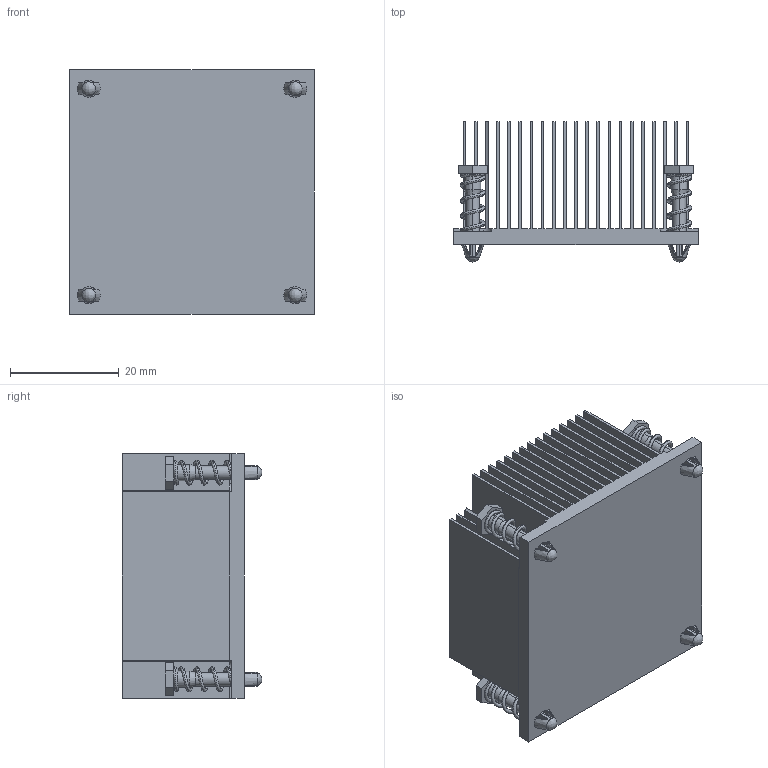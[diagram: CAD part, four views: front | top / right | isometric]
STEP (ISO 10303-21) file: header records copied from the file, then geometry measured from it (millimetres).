
FILE_DESCRIPTION (( 'STEP AP214' ), '1' );
FILE_NAME ('skivedfin.AL_SKV4545225.STEP', '2019-01-07T16:31:50', ( '' ), ( '' ), 'SwSTEP 2.0', 'SolidWorks 2018', '' );
FILE_SCHEMA (( 'AUTOMOTIVE_DESIGN' ));
Length unit declared in the file: millimetre
Products named in the file (4): 103904; Spring_C0180-026-0500-S; skivedfin.AL_SKV4545225; skived_fin_AL_skv4545225
Assembly tree (9 placements, depth 2):
  skivedfin.AL_SKV4545225
    skived_fin_AL_skv4545225
    103904  x4
    Spring_C0180-026-0500-S  x4
Bounding box: 45 x 25.75 x 45 mm (x, y, z)
Volume: 14565.6 mm3; surface area: 40495.1 mm2
Topology: 9 solids, 9 shells, 462 faces, 1192 edges, 752 vertices
Faces by surface type: plane 238, bspline 116, cylinder 92, cone 16
Entity records: 8588 total; most frequent: CARTESIAN_POINT 3537, ORIENTED_EDGE 1100, DIRECTION 910, EDGE_CURVE 550, VECTOR 396, LINE 396, VERTEX_POINT 356, AXIS2_PLACEMENT_3D 257
